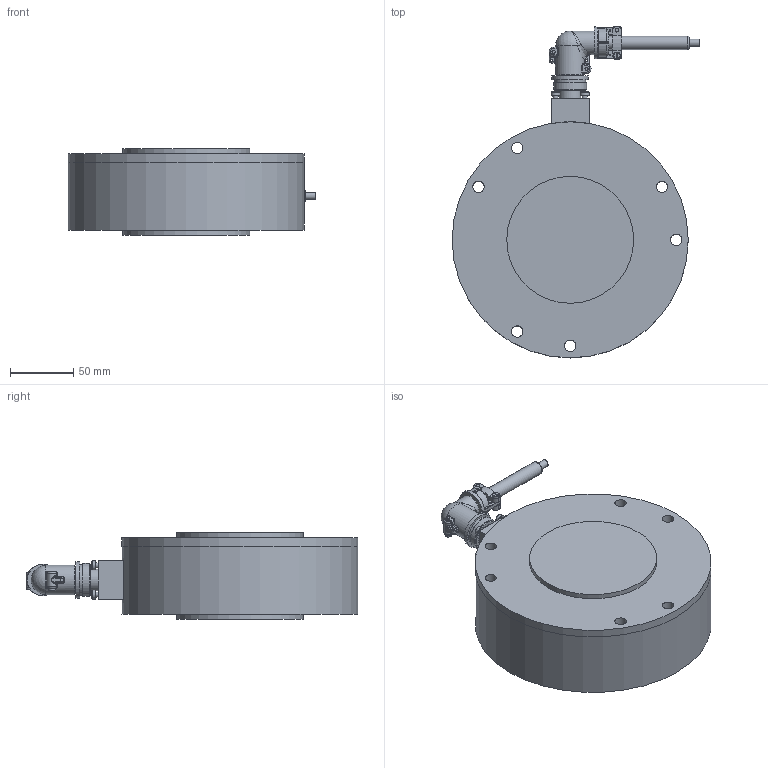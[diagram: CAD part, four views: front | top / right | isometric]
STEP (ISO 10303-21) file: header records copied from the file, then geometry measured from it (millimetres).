
FILE_DESCRIPTION (( 'STEP AP214' ), '1' );
FILE_NAME ('a_BZA3-35-500N...3000N-S STEP.STEP', '2024-10-15T06:55:44', ( '' ), ( '' ), 'SwSTEP 2.0', 'SolidWorks 2023', '' );
FILE_SCHEMA (( 'AUTOMOTIVE_DESIGN' ));
Length unit declared in the file: millimetre
Products named in the file (1): a_BZA3-35-500N...3000N-S STEP
Bounding box: 195.13 x 261.52 x 68 mm (x, y, z)
Volume: 1402508.9 mm3; surface area: 258583.6 mm2
Topology: 18 solids, 23 shells, 598 faces, 1354 edges, 806 vertices
Faces by surface type: plane 212, cylinder 205, torus 69, bspline 58, cone 29, sphere 25
Full cylindrical faces by diameter (mm): 1.3 x2, 1.5 x8, 1.8 x2, 2.5 x4, 3 x4, 3.4 x4, 3.5 x2, 3.9 x2, 4 x4, 5.7 x1, 7 x4, 7.9 x1, 9 x12, 10.6 x1, 11.2 x1, 13 x2, 15.54 x1, 16.5 x1, 17.5 x1, 18.5 x1, 19.5 x1, 24 x1, 24.5 x2, 25 x1, 26 x1, 28.5 x1, 47 x1, 55 x1, 80 x3, 83 x2
Entity records: 18478 total; most frequent: CARTESIAN_POINT 5730, DIRECTION 2680, ORIENTED_EDGE 2368, EDGE_CURVE 1184, AXIS2_PLACEMENT_3D 1122, EDGE_LOOP 804, VERTEX_POINT 772, FACE_OUTER_BOUND 689
